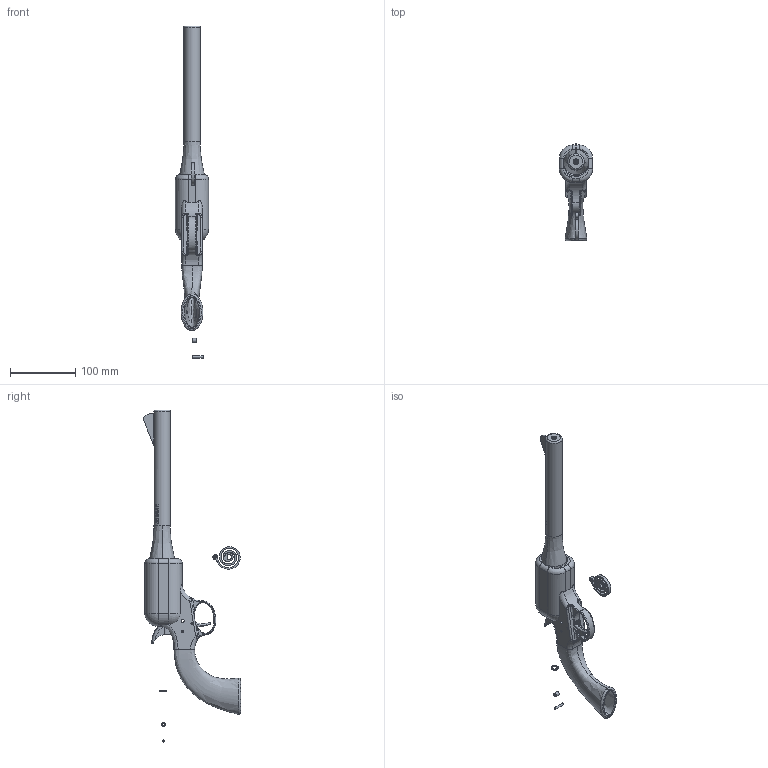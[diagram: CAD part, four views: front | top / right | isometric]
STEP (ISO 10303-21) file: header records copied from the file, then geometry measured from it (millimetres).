
FILE_DESCRIPTION(/* description */ (''),/* implementation_level */ '2;1');
FILE_NAME(/* name */ 'asssem stp.step',/* time_stamp */ '2023-10-15T09:26:18+01:00',/* author */ (''),/* organization */ (''),/* preprocessor_version */ 'ST-DEVELOPER v20',/* originating_system */ 'Autodesk Translation Framework v12.14.0.127',/* authorisation */ '');
FILE_SCHEMA (('AUTOMOTIVE_DESIGN { 1 0 10303 214 3 1 1 }'));
Products named in the file (9): receiverhandgun; barrel12; coilspringX2; hammer; trigger; firingpinbushing; hammertriggerpinX2; springpin; springpinbushing
Assembly tree (8 placements, depth 2):
  receiverhandgun
    barrel12
    coilspringX2
    hammer
    trigger
    firingpinbushing
    hammertriggerpinX2
    springpin
    springpinbushing
Bounding box: 50.8 x 148.99 x 509.59 mm (x, y, z)
Volume: 467174.1 mm3; surface area: 120217.4 mm2
Topology: 10 solids, 10 shells, 457 faces, 1179 edges, 746 vertices
Faces by surface type: plane 152, cylinder 137, bspline 123, torus 19, cone 14, sphere 12
Full cylindrical faces by diameter (mm): 2.54 x1, 3.175 x2, 3.429 x5, 3.556 x1, 3.683 x2, 4.064 x1, 4.762 x2, 6.096 x1, 6.223 x1, 6.35 x1, 7.112 x1, 8.128 x1, 9.525 x1, 11.176 x2, 12.7 x2, 25.4 x1, 38.1 x1, 38.354 x1
Entity records: 36959 total; most frequent: CARTESIAN_POINT 26308, ORIENTED_EDGE 2338, DIRECTION 1925, EDGE_CURVE 1169, VERTEX_POINT 746, AXIS2_PLACEMENT_3D 730, EDGE_LOOP 505, LINE 465
